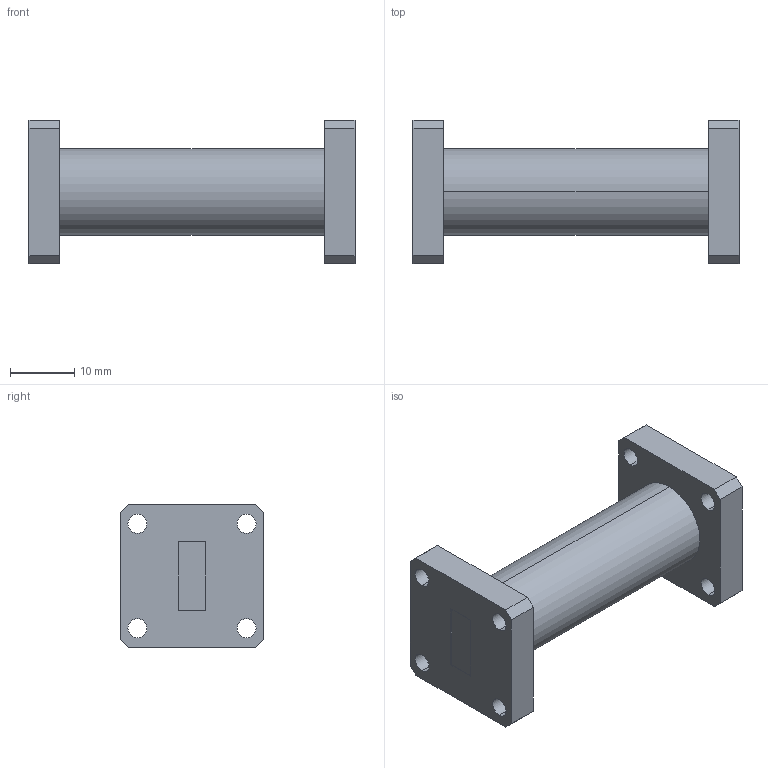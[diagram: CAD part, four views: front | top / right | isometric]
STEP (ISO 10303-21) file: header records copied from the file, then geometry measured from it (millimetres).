
FILE_DESCRIPTION (( 'STEP AP203' ), '1' );
FILE_NAME ('SWT-42436-SA.STEP', '2018-11-21T00:35:11', ( '' ), ( '' ), 'SwSTEP 2.0', 'SolidWorks 2016', '' );
FILE_SCHEMA (( 'CONFIG_CONTROL_DESIGN' ));
Length unit declared in the file: inch
Products named in the file (1): SWT-42436-SA
Bounding box: 50.8 x 22.35 x 22.35 mm (x, y, z)
Volume: 10366.5 mm3; surface area: 4531.8 mm2
Topology: 1 solids, 1 shells, 48 faces, 126 edges, 84 vertices
Faces by surface type: plane 22, cylinder 18, bspline 8
Entity records: 1833 total; most frequent: CARTESIAN_POINT 531, ORIENTED_EDGE 252, DIRECTION 240, EDGE_CURVE 126, VERTEX_POINT 84, AXIS2_PLACEMENT_3D 81, VECTOR 78, LINE 78
